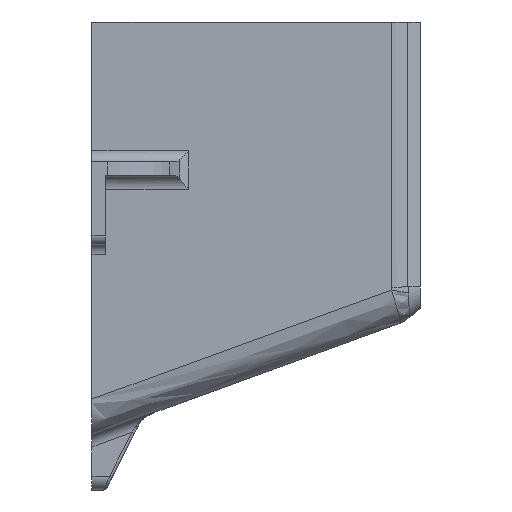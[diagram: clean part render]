
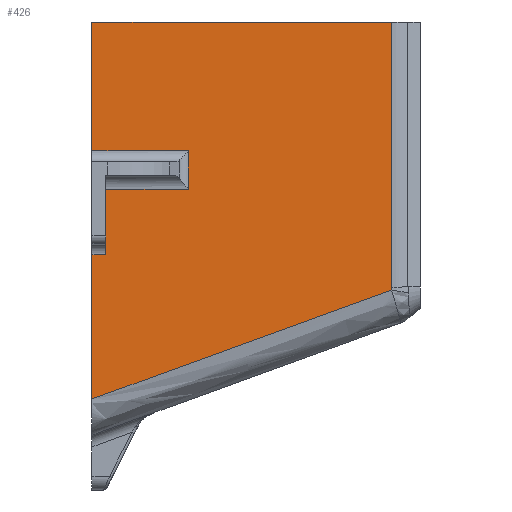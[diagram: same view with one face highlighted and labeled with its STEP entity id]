
A CAD part, left-side view. The second image highlights one B-rep face of the part: STEP entity #426.
In plain terms, the highlighted planar face has unit normal (-1, 0, 0).
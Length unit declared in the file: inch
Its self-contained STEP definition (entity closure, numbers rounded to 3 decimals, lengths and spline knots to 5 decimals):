
#195=PLANE('',#3220);
#245=B_SPLINE_CURVE_WITH_KNOTS('',3,(#5524,#5525,#5526,#5527,#5528,#5529),
 .UNSPECIFIED.,.F.,.F.,(4,2,4),(0.,0.5,1.),.UNSPECIFIED.);
#426=ADVANCED_FACE('',(#668),#195,.F.);
#668=FACE_OUTER_BOUND('',#840,.T.);
#840=EDGE_LOOP('',(#1783,#1784,#1785,#1786,#1787,#1788,#1789,#1790,#1791,
#1792,#1793));
#1783=ORIENTED_EDGE('',*,*,#2513,.F.);
#1784=ORIENTED_EDGE('',*,*,#2100,.T.);
#1785=ORIENTED_EDGE('',*,*,#2511,.F.);
#1786=ORIENTED_EDGE('',*,*,#2491,.T.);
#1787=ORIENTED_EDGE('',*,*,#2392,.T.);
#1788=ORIENTED_EDGE('',*,*,#2395,.T.);
#1789=ORIENTED_EDGE('',*,*,#2502,.F.);
#1790=ORIENTED_EDGE('',*,*,#2504,.F.);
#1791=ORIENTED_EDGE('',*,*,#2115,.T.);
#1792=ORIENTED_EDGE('',*,*,#2113,.T.);
#1793=ORIENTED_EDGE('',*,*,#2125,.T.);
#1847=VERTEX_POINT('',#4033);
#1849=VERTEX_POINT('',#4036);
#1858=VERTEX_POINT('',#4075);
#1860=VERTEX_POINT('',#4096);
#1862=VERTEX_POINT('',#4102);
#1869=VERTEX_POINT('',#4120);
#2027=VERTEX_POINT('',#5491);
#2029=VERTEX_POINT('',#5523);
#2030=VERTEX_POINT('',#5567);
#2089=VERTEX_POINT('',#6062);
#2093=VERTEX_POINT('',#6118);
#2100=EDGE_CURVE('',#1849,#1847,#2518,.T.);
#2113=EDGE_CURVE('',#1858,#1860,#2525,.T.);
#2115=EDGE_CURVE('',#1862,#1858,#2526,.T.);
#2125=EDGE_CURVE('',#1860,#1869,#2531,.T.);
#2392=EDGE_CURVE('',#2027,#2029,#245,.T.);
#2395=EDGE_CURVE('',#2029,#2030,#2640,.T.);
#2491=EDGE_CURVE('',#2089,#2027,#2710,.T.);
#2502=EDGE_CURVE('',#2093,#2030,#2718,.T.);
#2504=EDGE_CURVE('',#1862,#2093,#2720,.T.);
#2511=EDGE_CURVE('',#2089,#1847,#2724,.T.);
#2513=EDGE_CURVE('',#1849,#1869,#2725,.T.);
#2518=LINE('',#4035,#2728);
#2525=LINE('',#4097,#2735);
#2526=LINE('',#4101,#2736);
#2531=LINE('',#4121,#2741);
#2640=LINE('',#5569,#2850);
#2710=LINE('',#6061,#2922);
#2718=LINE('',#6119,#2930);
#2720=LINE('',#6123,#2932);
#2724=LINE('',#6130,#2936);
#2725=LINE('',#6135,#2937);
#2728=VECTOR('',#3242,1.);
#2735=VECTOR('',#3263,1.);
#2736=VECTOR('',#3268,1.);
#2741=VECTOR('',#3287,1.);
#2850=VECTOR('',#3790,1.);
#2922=VECTOR('',#3968,1.);
#2930=VECTOR('',#3978,1.);
#2932=VECTOR('',#3984,1.);
#2936=VECTOR('',#3994,1.);
#2937=VECTOR('',#4003,1.);
#3220=AXIS2_PLACEMENT_3D('',#6136,#4004,#4005);
#3242=DIRECTION('',(0.,1.,0.));
#3263=DIRECTION('',(0.,0.,-1.));
#3268=DIRECTION('',(0.,-1.,0.));
#3287=DIRECTION('',(0.,1.,0.));
#3790=DIRECTION('',(0.,0.,1.));
#3968=DIRECTION('',(0.,-0.94,0.342));
#3978=DIRECTION('',(0.,-1.,0.));
#3984=DIRECTION('',(0.,0.,1.));
#3994=DIRECTION('',(0.,0.,1.));
#4003=DIRECTION('',(0.,0.,1.));
#4004=DIRECTION('',(1.,0.,0.));
#4005=DIRECTION('',(0.,0.,1.));
#4033=CARTESIAN_POINT('',(8.025,-0.2,4.22192));
#4035=CARTESIAN_POINT('',(8.025,-0.2,4.22192));
#4036=CARTESIAN_POINT('',(8.025,-0.325,4.22192));
#4075=CARTESIAN_POINT('',(8.025,-1.08274,5.17192));
#4096=CARTESIAN_POINT('',(8.025,-1.08274,4.82192));
#4097=CARTESIAN_POINT('',(8.025,-1.08274,4.82192));
#4101=CARTESIAN_POINT('',(8.025,-1.025,5.17192));
#4102=CARTESIAN_POINT('',(8.025,-0.2,5.17192));
#4120=CARTESIAN_POINT('',(8.025,-0.325,4.82192));
#4121=CARTESIAN_POINT('',(8.025,-0.2,4.82192));
#5491=CARTESIAN_POINT('',(8.025,-2.93951,3.90022));
#5523=CARTESIAN_POINT('',(8.025,-2.9395,3.92309));
#5524=CARTESIAN_POINT('',(8.025,-2.93951,3.90022));
#5525=CARTESIAN_POINT('',(8.025,-2.94008,3.90359));
#5526=CARTESIAN_POINT('',(8.025,-2.9403,3.90875));
#5527=CARTESIAN_POINT('',(8.025,-2.9402,3.91451));
#5528=CARTESIAN_POINT('',(8.025,-2.93995,3.91833));
#5529=CARTESIAN_POINT('',(8.025,-2.9395,3.92309));
#5567=CARTESIAN_POINT('',(8.025,-2.9395,6.35));
#5569=CARTESIAN_POINT('',(8.025,-2.9395,6.35));
#6061=CARTESIAN_POINT('',(8.025,-0.13631,2.87994));
#6062=CARTESIAN_POINT('',(8.025,-0.2,2.90312));
#6118=CARTESIAN_POINT('',(8.025,-0.2,6.35));
#6119=CARTESIAN_POINT('',(8.025,-0.2,6.35));
#6123=CARTESIAN_POINT('',(8.025,-0.2,2.89117));
#6130=CARTESIAN_POINT('',(8.025,-0.2,2.89117));
#6135=CARTESIAN_POINT('',(8.025,-0.325,2.89117));
#6136=CARTESIAN_POINT('',(8.025,-0.2,2.89117));
